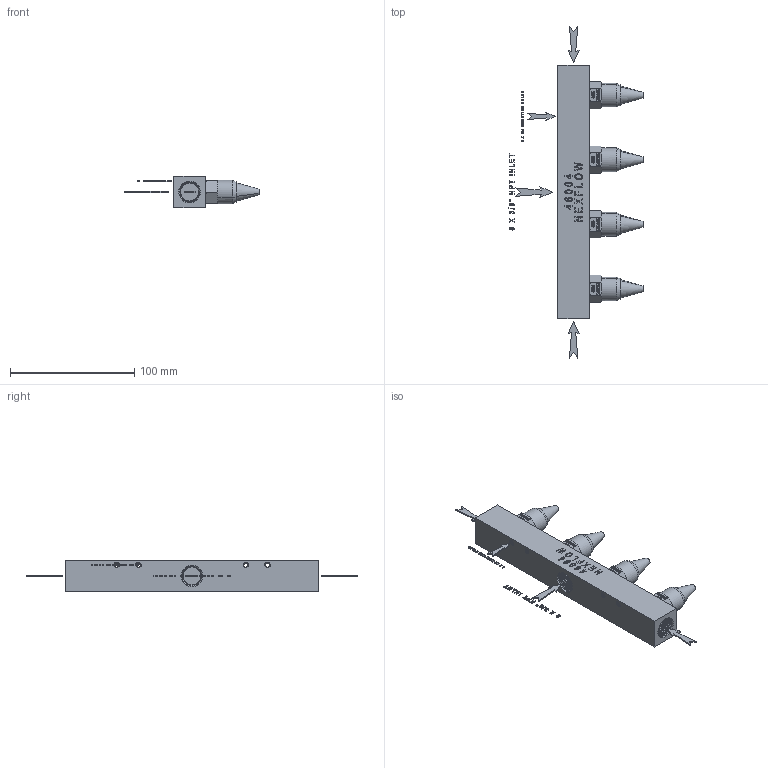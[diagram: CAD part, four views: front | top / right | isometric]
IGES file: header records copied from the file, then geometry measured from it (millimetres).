
Start section: START RECORD GO HERE.
Global section: file name: 46004+47004.igs; native system: DASSAULT SYSTEMES CATIA V5 R20 - www.3ds.com; preprocessor: CATIA Version 5 Release 20 ; author: DESIGNENG; organization: KJNDESIGN; date: 20150321.152929; units: millimetre
Bounding box: 107.91 x 267.37 x 25.4 mm (x, y, z)
Volume: 155800.6 mm3; surface area: 46005.8 mm2
Topology: 41 solids, 41 shells, 3196 faces, 8310 edges, 5328 vertices
Faces by surface type: bspline 1028, plane 994, extrusion 618, revolution 556
